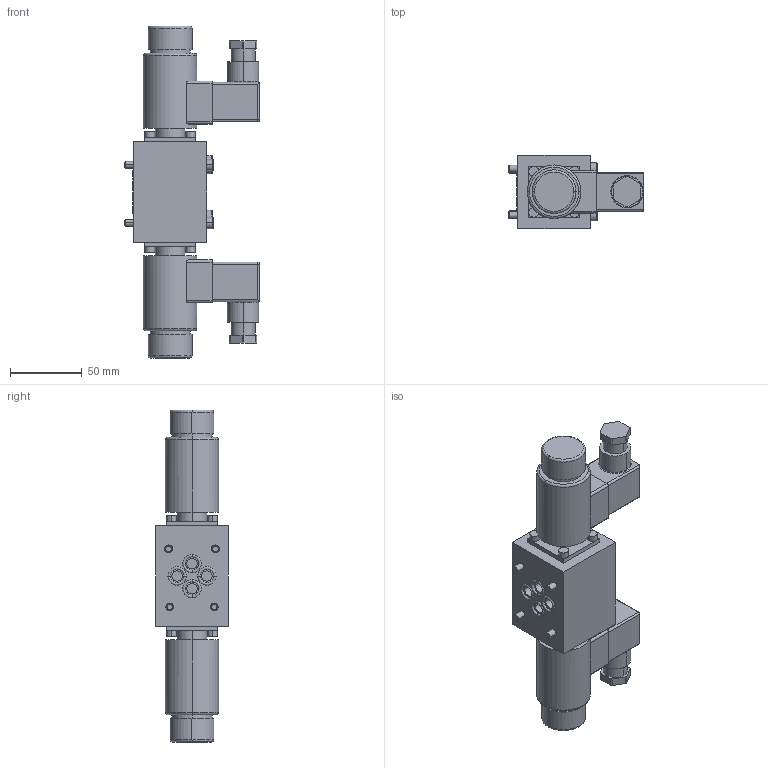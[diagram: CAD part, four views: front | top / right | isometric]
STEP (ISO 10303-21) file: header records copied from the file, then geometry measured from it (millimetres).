
FILE_DESCRIPTION((''),'2;1');
FILE_NAME('ILCM47112340','2011-04-28T',('jdw'),(''),'PRO/ENGINEER BY PARAMETRIC TECHNOLOGY CORPORATION, 2007460','PRO/ENGINEER BY PARAMETRIC TECHNOLOGY CORPORATION, 2007460','');
FILE_SCHEMA(('AUTOMOTIVE_DESIGN_CC2 { 1 2 10303 214 -1 1 5 2 }'));
Length unit declared in the file: inch
Products named in the file (1): ILCM47112340
Bounding box: 93.98 x 50.8 x 231.29 mm (x, y, z)
Volume: 424146.5 mm3; surface area: 64715.3 mm2
Topology: 1 solids, 1 shells, 282 faces, 674 edges, 442 vertices
Faces by surface type: plane 120, cylinder 118, torus 24, cone 16, sphere 4
Entity records: 9622 total; most frequent: DIRECTION 1556, CARTESIAN_POINT 1506, ORIENTED_EDGE 1340, EDGE_CURVE 670, AXIS2_PLACEMENT_3D 616, VERTEX_POINT 442, EDGE_LOOP 334, CIRCLE 334
